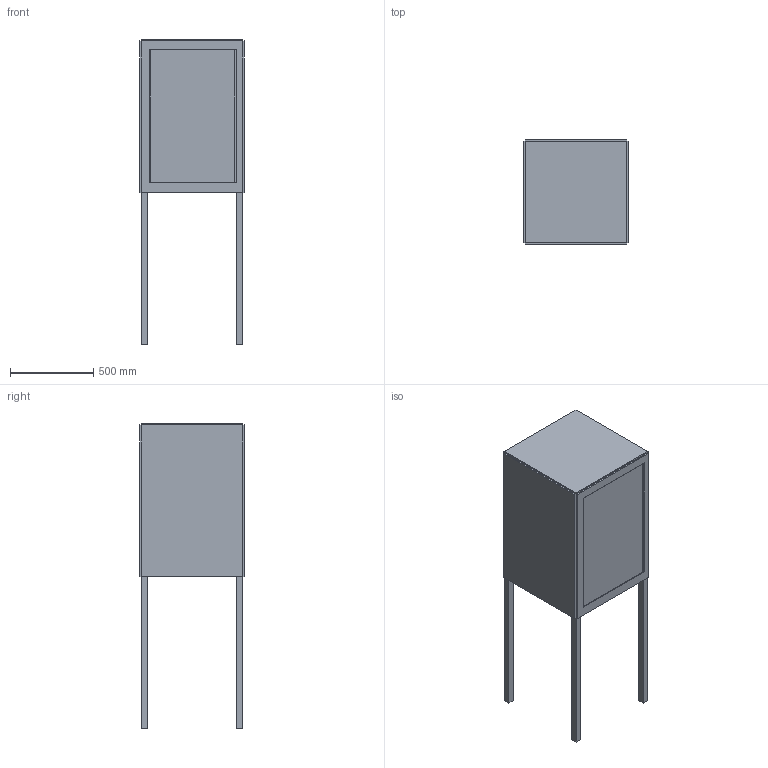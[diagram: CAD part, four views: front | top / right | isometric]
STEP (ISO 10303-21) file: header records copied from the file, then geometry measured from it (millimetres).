
FILE_DESCRIPTION(/* description */ (''),/* implementation_level */ '2;1');
FILE_NAME(/* name */ '3d_printer_enclosure_v3 v6.step',/* time_stamp */ '2024-09-19T12:51:46-06:00',/* author */ (''),/* organization */ (''),/* preprocessor_version */ 'ST-DEVELOPER v20',/* originating_system */ 'Autodesk Translation Framework v13.14.0.145',/* authorisation */ '');
FILE_SCHEMA (('AUTOMOTIVE_DESIGN { 1 0 10303 214 3 1 1 }'));
Length unit declared in the file: inch
Products named in the file (1): 3d_printer_enclosure_v3
Bounding box: 628.65 x 628.65 x 1838.33 mm (x, y, z)
Volume: 46079495.8 mm3; surface area: 8039217.8 mm2
Topology: 20 solids, 20 shells, 132 faces, 276 edges, 184 vertices
Faces by surface type: plane 132
Entity records: 3474 total; most frequent: CARTESIAN_POINT 593, ORIENTED_EDGE 552, DIRECTION 542, LINE 276, VECTOR 276, EDGE_CURVE 276, VERTEX_POINT 184, EDGE_LOOP 134
